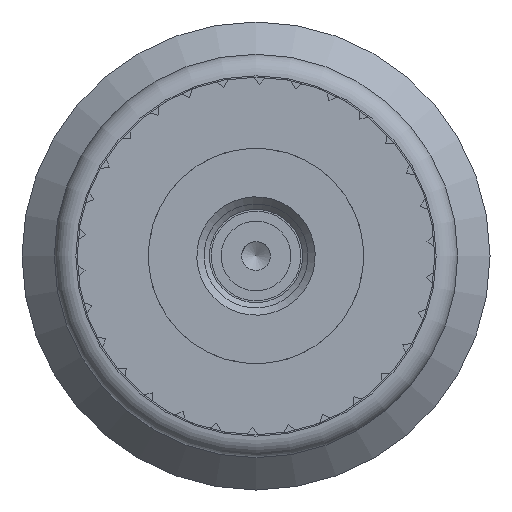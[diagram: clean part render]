
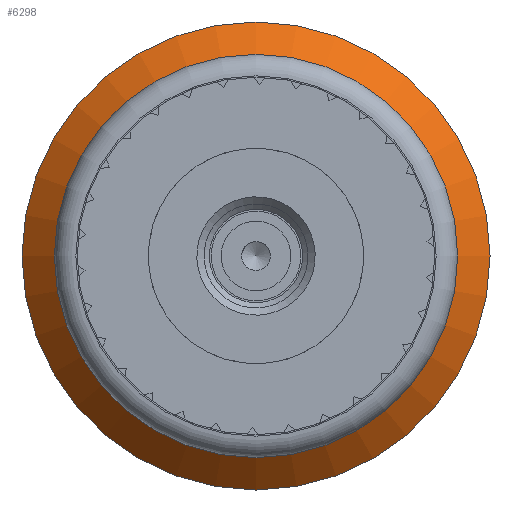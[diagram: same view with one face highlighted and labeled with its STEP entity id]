
A CAD part, left-side view. The second image highlights one B-rep face of the part: STEP entity #6298.
In plain terms, the highlighted conical face has half-angle 45 degrees and reference radius 2.81 mm.
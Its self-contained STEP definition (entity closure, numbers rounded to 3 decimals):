
#269=CONICAL_SURFACE('',#6918,2.81,0.785);
#2268=ORIENTED_EDGE('',*,*,#3637,.F.);
#2269=ORIENTED_EDGE('',*,*,#3636,.F.);
#3636=EDGE_CURVE('',#4397,#4397,#4843,.T.);
#3637=EDGE_CURVE('',#4398,#4398,#4844,.F.);
#4397=VERTEX_POINT('',#10351);
#4398=VERTEX_POINT('',#10354);
#4843=CIRCLE('',#6891,2.81);
#4844=CIRCLE('',#6893,3.26);
#5191=EDGE_LOOP('',(#2268));
#5192=EDGE_LOOP('',(#2269));
#5649=FACE_BOUND('',#5191,.T.);
#5650=FACE_BOUND('',#5192,.T.);
#6298=ADVANCED_FACE('',(#5649,#5650),#269,.T.);
#6891=AXIS2_PLACEMENT_3D('',#10350,#8145,#8146);
#6893=AXIS2_PLACEMENT_3D('',#10353,#8149,#8150);
#6918=AXIS2_PLACEMENT_3D('',#10405,#8204,#8205);
#8145=DIRECTION('',(-1.,0.,0.));
#8146=DIRECTION('',(0.,0.,1.));
#8149=DIRECTION('',(-1.,0.,0.));
#8150=DIRECTION('',(0.,0.,1.));
#8204=DIRECTION('',(1.,0.,0.));
#8205=DIRECTION('',(0.,0.,-1.));
#10350=CARTESIAN_POINT('',(1.09,0.,0.));
#10351=CARTESIAN_POINT('',(1.09,0.,2.81));
#10353=CARTESIAN_POINT('',(1.54,0.,0.));
#10354=CARTESIAN_POINT('',(1.54,0.,3.26));
#10405=CARTESIAN_POINT('',(1.09,0.,0.));
